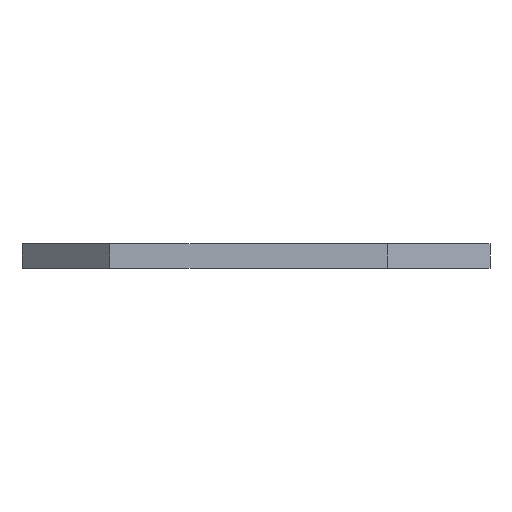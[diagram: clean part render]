
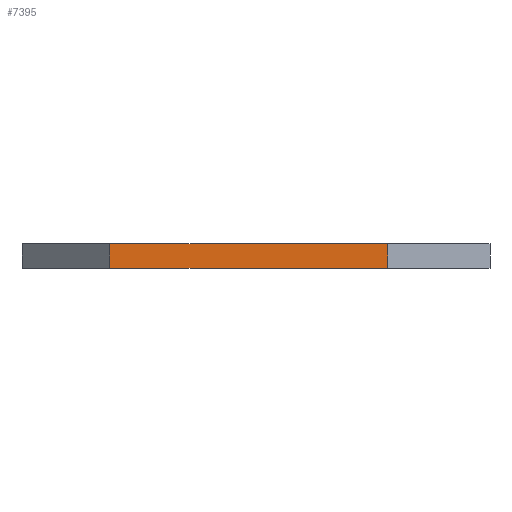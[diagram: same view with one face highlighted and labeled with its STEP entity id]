
A CAD part, left-side view. The second image highlights one B-rep face of the part: STEP entity #7395.
In plain terms, the highlighted planar face has unit normal (-1, 0, 0).
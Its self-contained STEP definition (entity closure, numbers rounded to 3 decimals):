
#90 = PLANE('',#91);
#91 = AXIS2_PLACEMENT_3D('',#92,#93,#94);
#92 = CARTESIAN_POINT('',(140.018,-85.685,1.07));
#93 = DIRECTION('',(-0.,-0.,-1.));
#94 = DIRECTION('',(-1.,0.,0.));
#144 = PLANE('',#145);
#145 = AXIS2_PLACEMENT_3D('',#146,#147,#148);
#146 = CARTESIAN_POINT('',(140.018,-85.685,0.));
#147 = DIRECTION('',(-0.,-0.,-1.));
#148 = DIRECTION('',(-1.,0.,0.));
#337 = VERTEX_POINT('',#338);
#338 = CARTESIAN_POINT('',(125.095,-91.44,0.));
#352 = PLANE('',#353);
#353 = AXIS2_PLACEMENT_3D('',#354,#355,#356);
#354 = CARTESIAN_POINT('',(128.905,-95.885,0.));
#355 = DIRECTION('',(-0.759,-0.651,0.));
#356 = DIRECTION('',(-0.651,0.759,0.));
#364 = EDGE_CURVE('',#337,#365,#367,.T.);
#365 = VERTEX_POINT('',#366);
#366 = CARTESIAN_POINT('',(125.095,-79.375,0.));
#367 = SURFACE_CURVE('',#368,(#372,#379),.PCURVE_S1.);
#368 = LINE('',#369,#370);
#369 = CARTESIAN_POINT('',(125.095,-91.44,0.));
#370 = VECTOR('',#371,1.);
#371 = DIRECTION('',(0.,1.,0.));
#372 = PCURVE('',#144,#373);
#373 = DEFINITIONAL_REPRESENTATION('',(#374),#378);
#374 = LINE('',#375,#376);
#375 = CARTESIAN_POINT('',(14.923,-5.755));
#376 = VECTOR('',#377,1.);
#377 = DIRECTION('',(0.,1.));
#378 = ( GEOMETRIC_REPRESENTATION_CONTEXT(2) 
PARAMETRIC_REPRESENTATION_CONTEXT() REPRESENTATION_CONTEXT('2D SPACE',''
  ) );
#379 = PCURVE('',#380,#385);
#380 = PLANE('',#381);
#381 = AXIS2_PLACEMENT_3D('',#382,#383,#384);
#382 = CARTESIAN_POINT('',(125.095,-91.44,0.));
#383 = DIRECTION('',(-1.,0.,0.));
#384 = DIRECTION('',(0.,1.,0.));
#385 = DEFINITIONAL_REPRESENTATION('',(#386),#390);
#386 = LINE('',#387,#388);
#387 = CARTESIAN_POINT('',(0.,0.));
#388 = VECTOR('',#389,1.);
#389 = DIRECTION('',(1.,0.));
#390 = ( GEOMETRIC_REPRESENTATION_CONTEXT(2) 
PARAMETRIC_REPRESENTATION_CONTEXT() REPRESENTATION_CONTEXT('2D SPACE',''
  ) );
#408 = PLANE('',#409);
#409 = AXIS2_PLACEMENT_3D('',#410,#411,#412);
#410 = CARTESIAN_POINT('',(125.095,-79.375,0.));
#411 = DIRECTION('',(-0.707,0.707,0.));
#412 = DIRECTION('',(0.707,0.707,0.));
#4142 = VERTEX_POINT('',#4143);
#4143 = CARTESIAN_POINT('',(125.095,-91.44,1.07));
#4164 = EDGE_CURVE('',#4142,#4165,#4167,.T.);
#4165 = VERTEX_POINT('',#4166);
#4166 = CARTESIAN_POINT('',(125.095,-79.375,1.07));
#4167 = SURFACE_CURVE('',#4168,(#4172,#4179),.PCURVE_S1.);
#4168 = LINE('',#4169,#4170);
#4169 = CARTESIAN_POINT('',(125.095,-91.44,1.07));
#4170 = VECTOR('',#4171,1.);
#4171 = DIRECTION('',(0.,1.,0.));
#4172 = PCURVE('',#90,#4173);
#4173 = DEFINITIONAL_REPRESENTATION('',(#4174),#4178);
#4174 = LINE('',#4175,#4176);
#4175 = CARTESIAN_POINT('',(14.923,-5.755));
#4176 = VECTOR('',#4177,1.);
#4177 = DIRECTION('',(0.,1.));
#4178 = ( GEOMETRIC_REPRESENTATION_CONTEXT(2) 
PARAMETRIC_REPRESENTATION_CONTEXT() REPRESENTATION_CONTEXT('2D SPACE',''
  ) );
#4179 = PCURVE('',#380,#4180);
#4180 = DEFINITIONAL_REPRESENTATION('',(#4181),#4185);
#4181 = LINE('',#4182,#4183);
#4182 = CARTESIAN_POINT('',(0.,-1.07));
#4183 = VECTOR('',#4184,1.);
#4184 = DIRECTION('',(1.,0.));
#4185 = ( GEOMETRIC_REPRESENTATION_CONTEXT(2) 
PARAMETRIC_REPRESENTATION_CONTEXT() REPRESENTATION_CONTEXT('2D SPACE',''
  ) );
#7345 = EDGE_CURVE('',#365,#4165,#7346,.T.);
#7346 = SURFACE_CURVE('',#7347,(#7351,#7358),.PCURVE_S1.);
#7347 = LINE('',#7348,#7349);
#7348 = CARTESIAN_POINT('',(125.095,-79.375,0.));
#7349 = VECTOR('',#7350,1.);
#7350 = DIRECTION('',(0.,0.,1.));
#7351 = PCURVE('',#408,#7352);
#7352 = DEFINITIONAL_REPRESENTATION('',(#7353),#7357);
#7353 = LINE('',#7354,#7355);
#7354 = CARTESIAN_POINT('',(0.,0.));
#7355 = VECTOR('',#7356,1.);
#7356 = DIRECTION('',(0.,-1.));
#7357 = ( GEOMETRIC_REPRESENTATION_CONTEXT(2) 
PARAMETRIC_REPRESENTATION_CONTEXT() REPRESENTATION_CONTEXT('2D SPACE',''
  ) );
#7358 = PCURVE('',#380,#7359);
#7359 = DEFINITIONAL_REPRESENTATION('',(#7360),#7364);
#7360 = LINE('',#7361,#7362);
#7361 = CARTESIAN_POINT('',(12.065,0.));
#7362 = VECTOR('',#7363,1.);
#7363 = DIRECTION('',(0.,-1.));
#7364 = ( GEOMETRIC_REPRESENTATION_CONTEXT(2) 
PARAMETRIC_REPRESENTATION_CONTEXT() REPRESENTATION_CONTEXT('2D SPACE',''
  ) );
#7374 = EDGE_CURVE('',#337,#4142,#7375,.T.);
#7375 = SURFACE_CURVE('',#7376,(#7380,#7387),.PCURVE_S1.);
#7376 = LINE('',#7377,#7378);
#7377 = CARTESIAN_POINT('',(125.095,-91.44,0.));
#7378 = VECTOR('',#7379,1.);
#7379 = DIRECTION('',(0.,0.,1.));
#7380 = PCURVE('',#352,#7381);
#7381 = DEFINITIONAL_REPRESENTATION('',(#7382),#7386);
#7382 = LINE('',#7383,#7384);
#7383 = CARTESIAN_POINT('',(5.854,0.));
#7384 = VECTOR('',#7385,1.);
#7385 = DIRECTION('',(0.,-1.));
#7386 = ( GEOMETRIC_REPRESENTATION_CONTEXT(2) 
PARAMETRIC_REPRESENTATION_CONTEXT() REPRESENTATION_CONTEXT('2D SPACE',''
  ) );
#7387 = PCURVE('',#380,#7388);
#7388 = DEFINITIONAL_REPRESENTATION('',(#7389),#7393);
#7389 = LINE('',#7390,#7391);
#7390 = CARTESIAN_POINT('',(0.,0.));
#7391 = VECTOR('',#7392,1.);
#7392 = DIRECTION('',(0.,-1.));
#7393 = ( GEOMETRIC_REPRESENTATION_CONTEXT(2) 
PARAMETRIC_REPRESENTATION_CONTEXT() REPRESENTATION_CONTEXT('2D SPACE',''
  ) );
#7395 = ADVANCED_FACE('',(#7396),#380,.T.);
#7396 = FACE_BOUND('',#7397,.T.);
#7397 = EDGE_LOOP('',(#7398,#7399,#7400,#7401));
#7398 = ORIENTED_EDGE('',*,*,#7374,.T.);
#7399 = ORIENTED_EDGE('',*,*,#4164,.T.);
#7400 = ORIENTED_EDGE('',*,*,#7345,.F.);
#7401 = ORIENTED_EDGE('',*,*,#364,.F.);
